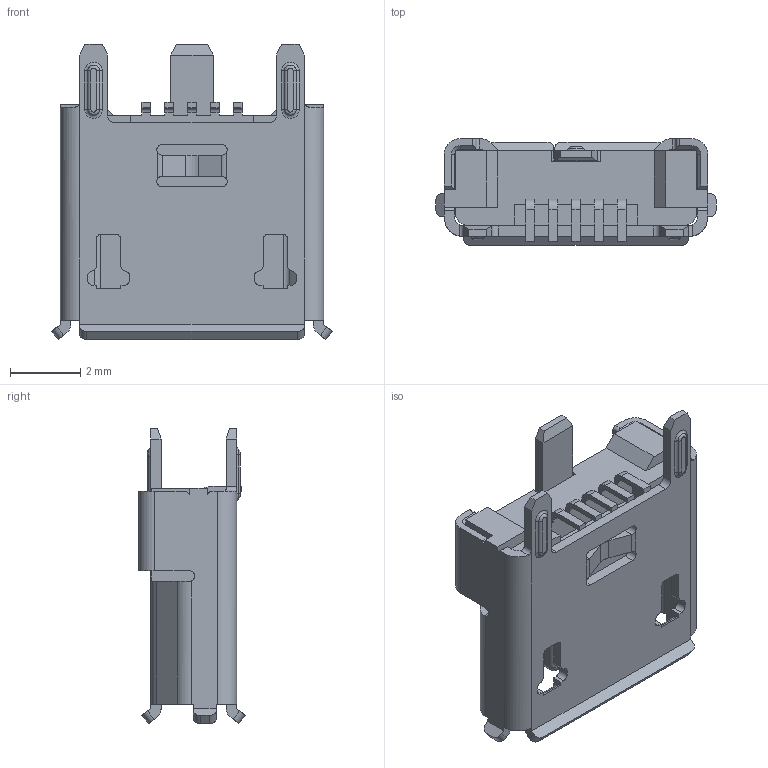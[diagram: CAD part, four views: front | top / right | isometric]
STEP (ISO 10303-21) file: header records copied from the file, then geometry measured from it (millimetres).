
FILE_DESCRIPTION(/* description */ (''),/* implementation_level */ '2;1');
FILE_NAME(/* name */ 'USB_MicroB_Molex_105133-001_Vertical.step',/* time_stamp */ '2021-07-01T22:04:14+01:00',/* author */ (''),/* organization */ (''),/* preprocessor_version */ 'ST-DEVELOPER v18.1',/* originating_system */ 'Autodesk Translation Framework v10.9.0.1377',/* authorisation */ '');
FILE_SCHEMA (('AUTOMOTIVE_DESIGN { 1 0 10303 214 3 1 1 }'));
Length unit declared in the file: millimetre
Products named in the file (1): USB_MicroB_Molex_105133-001_Vertical
Bounding box: 7.99 x 3.03 x 8.4 mm (x, y, z)
Volume: 67.9 mm3; surface area: 327.8 mm2
Topology: 1 solids, 1 shells, 402 faces, 1186 edges, 773 vertices
Faces by surface type: plane 259, cylinder 127, torus 8, bspline 4, sphere 2, cone 2
Entity records: 13642 total; most frequent: CARTESIAN_POINT 2623, ORIENTED_EDGE 2368, DIRECTION 2251, EDGE_CURVE 1184, LINE 867, VECTOR 867, VERTEX_POINT 773, AXIS2_PLACEMENT_3D 692
